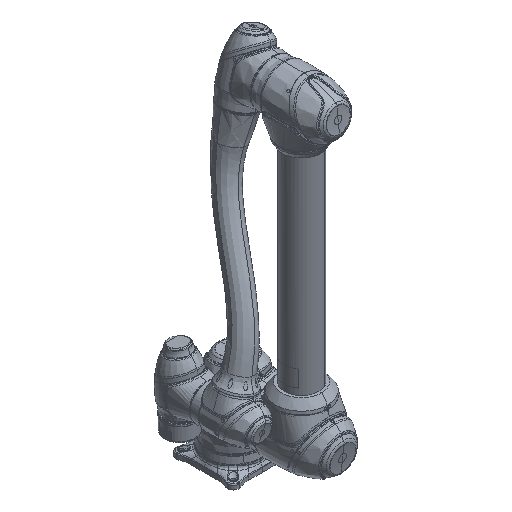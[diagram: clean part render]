
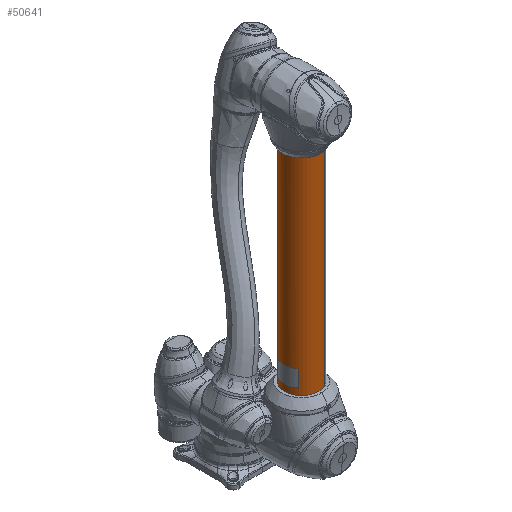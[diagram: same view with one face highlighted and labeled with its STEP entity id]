
A CAD part, isometric view. The second image highlights one B-rep face of the part: STEP entity #50641.
In plain terms, the highlighted cylindrical face has radius 50 mm (diameter 100 mm), a partial arc.
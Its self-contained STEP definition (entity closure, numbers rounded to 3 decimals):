
#50538=CARTESIAN_POINT('Control Point',(-39.23,-167.5,352.5)) ;
#50539=CARTESIAN_POINT('Control Point',(-41.512,-170.387,352.5)) ;
#50540=CARTESIAN_POINT('Control Point',(-43.465,-173.405,352.5)) ;
#50541=CARTESIAN_POINT('Control Point',(-45.104,-176.51,352.5)) ;
#50542=CARTESIAN_POINT('Control Point',(-47.789,-182.85,352.5)) ;
#50543=CARTESIAN_POINT('Control Point',(-49.33,-189.376,352.5)) ;
#50544=CARTESIAN_POINT('Control Point',(-49.824,-192.669,352.5)) ;
#50545=CARTESIAN_POINT('Control Point',(-50.257,-199.13,352.5)) ;
#50546=CARTESIAN_POINT('Control Point',(-49.647,-205.584,352.5)) ;
#50547=CARTESIAN_POINT('Control Point',(-49.101,-208.713,352.5)) ;
#50548=CARTESIAN_POINT('Control Point',(-47.506,-214.913,352.5)) ;
#50549=CARTESIAN_POINT('Control Point',(-44.867,-220.933,352.5)) ;
#50550=CARTESIAN_POINT('Control Point',(-43.277,-223.883,352.5)) ;
#50551=CARTESIAN_POINT('Control Point',(-41.403,-226.75,352.5)) ;
#50552=CARTESIAN_POINT('Control Point',(-39.23,-229.5,352.5)) ;
#50553=CARTESIAN_POINT('Vertex',(-39.23,-167.5,352.5)) ;
#50555=CARTESIAN_POINT('Vertex',(-39.23,-229.5,352.5)) ;
#50558=CARTESIAN_POINT('Line Origine',(-39.23,-167.5,582.4)) ;
#50562=CARTESIAN_POINT('Vertex',(-39.23,-167.5,304.5)) ;
#50566=CARTESIAN_POINT('Control Point',(-39.23,-229.5,304.5)) ;
#50567=CARTESIAN_POINT('Control Point',(-41.512,-226.612,304.5)) ;
#50568=CARTESIAN_POINT('Control Point',(-43.465,-223.595,304.5)) ;
#50569=CARTESIAN_POINT('Control Point',(-45.104,-220.489,304.5)) ;
#50570=CARTESIAN_POINT('Control Point',(-47.789,-214.15,304.5)) ;
#50571=CARTESIAN_POINT('Control Point',(-49.33,-207.623,304.5)) ;
#50572=CARTESIAN_POINT('Control Point',(-49.824,-204.331,304.5)) ;
#50573=CARTESIAN_POINT('Control Point',(-50.257,-197.869,304.5)) ;
#50574=CARTESIAN_POINT('Control Point',(-49.647,-191.416,304.5)) ;
#50575=CARTESIAN_POINT('Control Point',(-49.101,-188.287,304.5)) ;
#50576=CARTESIAN_POINT('Control Point',(-47.506,-182.086,304.5)) ;
#50577=CARTESIAN_POINT('Control Point',(-44.867,-176.066,304.5)) ;
#50578=CARTESIAN_POINT('Control Point',(-43.277,-173.117,304.5)) ;
#50579=CARTESIAN_POINT('Control Point',(-41.403,-170.249,304.5)) ;
#50580=CARTESIAN_POINT('Control Point',(-39.23,-167.5,304.5)) ;
#50581=CARTESIAN_POINT('Vertex',(-39.23,-229.5,304.5)) ;
#50584=CARTESIAN_POINT('Line Origine',(-39.23,-229.5,582.4)) ;
#50596=CARTESIAN_POINT('Axis2P3D Location',(0.,-198.5,580.4)) ;
#50601=CARTESIAN_POINT('Line Origine',(23.971,-242.379,582.4)) ;
#50605=CARTESIAN_POINT('Vertex',(23.971,-242.379,271.5)) ;
#50607=CARTESIAN_POINT('Vertex',(23.971,-242.379,903.3)) ;
#50610=CARTESIAN_POINT('Axis2P3D Location',(0.,-198.5,903.3)) ;
#50614=CARTESIAN_POINT('Vertex',(-23.971,-154.621,903.3)) ;
#50617=CARTESIAN_POINT('Line Origine',(-23.971,-154.621,582.4)) ;
#50621=CARTESIAN_POINT('Vertex',(-23.971,-154.621,271.5)) ;
#50624=CARTESIAN_POINT('Axis2P3D Location',(0.,-198.5,271.5)) ;
#50559=DIRECTION('Vector Direction',(0.,0.,1.)) ;
#50585=DIRECTION('Vector Direction',(0.,0.,1.)) ;
#50597=DIRECTION('Axis2P3D Direction',(0.,0.,1.)) ;
#50598=DIRECTION('Axis2P3D XDirection',(-0.479,0.878,0.)) ;
#50602=DIRECTION('Vector Direction',(0.,0.,1.)) ;
#50611=DIRECTION('Axis2P3D Direction',(0.,0.,1.)) ;
#50618=DIRECTION('Vector Direction',(0.,0.,1.)) ;
#50625=DIRECTION('Axis2P3D Direction',(0.,0.,1.)) ;
#50599=AXIS2_PLACEMENT_3D('Cylinder Axis2P3D',#50596,#50597,#50598) ;
#50612=AXIS2_PLACEMENT_3D('Circle Axis2P3D',#50610,#50611,$) ;
#50626=AXIS2_PLACEMENT_3D('Circle Axis2P3D',#50624,#50625,$) ;
#50630=ORIENTED_EDGE('',*,*,#50609,.T.) ;
#50631=ORIENTED_EDGE('',*,*,#50616,.F.) ;
#50632=ORIENTED_EDGE('',*,*,#50623,.F.) ;
#50633=ORIENTED_EDGE('',*,*,#50628,.T.) ;
#50636=ORIENTED_EDGE('',*,*,#50564,.F.) ;
#50637=ORIENTED_EDGE('',*,*,#50557,.T.) ;
#50638=ORIENTED_EDGE('',*,*,#50588,.F.) ;
#50639=ORIENTED_EDGE('',*,*,#50583,.T.) ;
#50640=FACE_BOUND('',#50635,.T.) ;
#50560=VECTOR('Line Direction',#50559,1.) ;
#50586=VECTOR('Line Direction',#50585,1.) ;
#50603=VECTOR('Line Direction',#50602,1.) ;
#50619=VECTOR('Line Direction',#50618,1.) ;
#50641=ADVANCED_FACE('PartBody',(#50634,#50640),#50600,.T.) ;
#50537=B_SPLINE_CURVE_WITH_KNOTS('',5,(#50538,#50539,#50540,#50541,#50542,#50543,#50544,#50545,#50546,#50547,#50548,#50549,#50550,#50551,#50552),.UNSPECIFIED.,.F.,.U.,(6,3,3,3,6),(0.,23.39,46.78,69.052,91.324),.UNSPECIFIED.) ;
#50565=B_SPLINE_CURVE_WITH_KNOTS('',5,(#50566,#50567,#50568,#50569,#50570,#50571,#50572,#50573,#50574,#50575,#50576,#50577,#50578,#50579,#50580),.UNSPECIFIED.,.F.,.U.,(6,3,3,3,6),(0.,23.39,46.78,69.052,91.324),.UNSPECIFIED.) ;
#50613=CIRCLE('generated circle',#50612,50.) ;
#50627=CIRCLE('generated circle',#50626,50.) ;
#50600=CYLINDRICAL_SURFACE('generated cylinder',#50599,50.) ;
#50557=EDGE_CURVE('',#50554,#50556,#50537,.T.) ;
#50564=EDGE_CURVE('',#50554,#50563,#50561,.F.) ;
#50583=EDGE_CURVE('',#50582,#50563,#50565,.T.) ;
#50588=EDGE_CURVE('',#50582,#50556,#50587,.T.) ;
#50609=EDGE_CURVE('',#50606,#50608,#50604,.T.) ;
#50616=EDGE_CURVE('',#50615,#50608,#50613,.T.) ;
#50623=EDGE_CURVE('',#50622,#50615,#50620,.T.) ;
#50628=EDGE_CURVE('',#50622,#50606,#50627,.T.) ;
#50629=EDGE_LOOP('',(#50630,#50631,#50632,#50633)) ;
#50635=EDGE_LOOP('',(#50636,#50637,#50638,#50639)) ;
#50634=FACE_OUTER_BOUND('',#50629,.T.) ;
#50561=LINE('Line',#50558,#50560) ;
#50587=LINE('Line',#50584,#50586) ;
#50604=LINE('Line',#50601,#50603) ;
#50620=LINE('Line',#50617,#50619) ;
#50554=VERTEX_POINT('',#50553) ;
#50556=VERTEX_POINT('',#50555) ;
#50563=VERTEX_POINT('',#50562) ;
#50582=VERTEX_POINT('',#50581) ;
#50606=VERTEX_POINT('',#50605) ;
#50608=VERTEX_POINT('',#50607) ;
#50615=VERTEX_POINT('',#50614) ;
#50622=VERTEX_POINT('',#50621) ;
